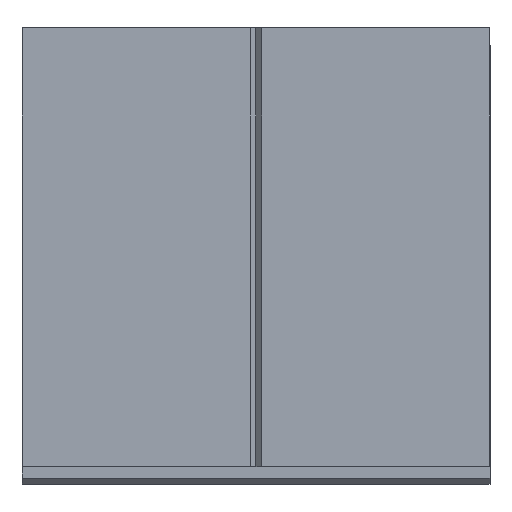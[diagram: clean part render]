
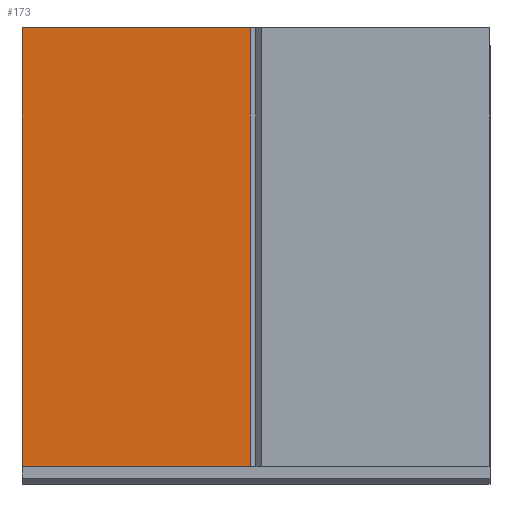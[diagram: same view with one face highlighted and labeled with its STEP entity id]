
A CAD part, front view. The second image highlights one B-rep face of the part: STEP entity #173.
In plain terms, the highlighted planar face has unit normal (0, -1, 0).
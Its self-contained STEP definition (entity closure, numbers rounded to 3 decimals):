
#173 = ADVANCED_FACE( '', ( #224 ), #225, .F. );
#224 = FACE_OUTER_BOUND( '', #327, .T. );
#225 = PLANE( '', #328 );
#327 = EDGE_LOOP( '', ( #648, #649, #650, #651 ) );
#328 = AXIS2_PLACEMENT_3D( '', #652, #653, #654 );
#648 = ORIENTED_EDGE( '', *, *, #1064, .T. );
#649 = ORIENTED_EDGE( '', *, *, #1065, .T. );
#650 = ORIENTED_EDGE( '', *, *, #1066, .T. );
#651 = ORIENTED_EDGE( '', *, *, #1067, .F. );
#652 = CARTESIAN_POINT( '', ( 20., -15.656, 37.5 ) );
#653 = DIRECTION( '', ( 0., 1., 0. ) );
#654 = DIRECTION( '', ( 0., 0., 1. ) );
#1064 = EDGE_CURVE( '', #1187, #1188, #1189, .T. );
#1065 = EDGE_CURVE( '', #1188, #1190, #1191, .T. );
#1066 = EDGE_CURVE( '', #1190, #1192, #1193, .T. );
#1067 = EDGE_CURVE( '', #1187, #1192, #1194, .T. );
#1187 = VERTEX_POINT( '', #1388 );
#1188 = VERTEX_POINT( '', #1389 );
#1189 = LINE( '', #1390, #1391 );
#1190 = VERTEX_POINT( '', #1392 );
#1191 = LINE( '', #1393, #1394 );
#1192 = VERTEX_POINT( '', #1395 );
#1193 = LINE( '', #1396, #1397 );
#1194 = LINE( '', #1398, #1399 );
#1388 = CARTESIAN_POINT( '', ( -0.5, -15.656, 0. ) );
#1389 = CARTESIAN_POINT( '', ( -0.5, -15.656, 37.5 ) );
#1390 = CARTESIAN_POINT( '', ( -0.5, -15.656, -38.446 ) );
#1391 = VECTOR( '', #2090, 1000. );
#1392 = CARTESIAN_POINT( '', ( -20., -15.656, 37.5 ) );
#1393 = CARTESIAN_POINT( '', ( 20., -15.656, 37.5 ) );
#1394 = VECTOR( '', #2091, 1000. );
#1395 = CARTESIAN_POINT( '', ( -20., -15.656, 0. ) );
#1396 = CARTESIAN_POINT( '', ( -20., -15.656, 37.5 ) );
#1397 = VECTOR( '', #2092, 1000. );
#1398 = CARTESIAN_POINT( '', ( 20., -15.656, 0. ) );
#1399 = VECTOR( '', #2093, 1000. );
#2090 = DIRECTION( '', ( 0., 0., 1. ) );
#2091 = DIRECTION( '', ( -1., 0., 0. ) );
#2092 = DIRECTION( '', ( 0., 0., -1. ) );
#2093 = DIRECTION( '', ( -1., 0., 0. ) );
